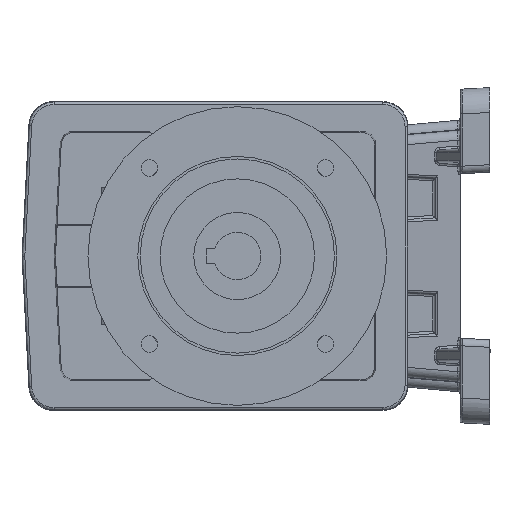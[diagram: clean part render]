
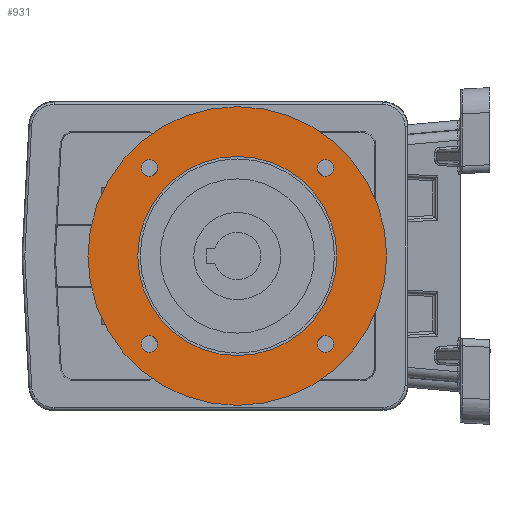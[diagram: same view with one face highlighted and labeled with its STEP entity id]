
A CAD part, left-side view. The second image highlights one B-rep face of the part: STEP entity #931.
In plain terms, the highlighted planar face has unit normal (-1, 0, 0).
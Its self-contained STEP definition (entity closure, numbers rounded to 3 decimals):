
#931 = ADVANCED_FACE( '', ( #2413, #2414, #2415, #2416, #2417, #2418 ), #2419, .F. );
#2413 = FACE_BOUND( '', #5945, .T. );
#2414 = FACE_BOUND( '', #5946, .T. );
#2415 = FACE_BOUND( '', #5947, .T. );
#2416 = FACE_BOUND( '', #5948, .T. );
#2417 = FACE_OUTER_BOUND( '', #5949, .T. );
#2418 = FACE_BOUND( '', #5950, .T. );
#2419 = PLANE( '', #5951 );
#5945 = EDGE_LOOP( '', ( #11931 ) );
#5946 = EDGE_LOOP( '', ( #11932 ) );
#5947 = EDGE_LOOP( '', ( #11933 ) );
#5948 = EDGE_LOOP( '', ( #11934 ) );
#5949 = EDGE_LOOP( '', ( #11935 ) );
#5950 = EDGE_LOOP( '', ( #11936 ) );
#5951 = AXIS2_PLACEMENT_3D( '', #11937, #11938, #11939 );
#11931 = ORIENTED_EDGE( '', *, *, #17687, .T. );
#11932 = ORIENTED_EDGE( '', *, *, #17770, .T. );
#11933 = ORIENTED_EDGE( '', *, *, #17771, .T. );
#11934 = ORIENTED_EDGE( '', *, *, #17772, .T. );
#11935 = ORIENTED_EDGE( '', *, *, #17773, .F. );
#11936 = ORIENTED_EDGE( '', *, *, #17774, .T. );
#11937 = CARTESIAN_POINT( '', ( -48.745, 11.5, 72.463 ) );
#11938 = DIRECTION( '', ( 1., 0., 0. ) );
#11939 = DIRECTION( '', ( 0., 1., 0. ) );
#17687 = EDGE_CURVE( '', #20455, #20455, #20456, .T. );
#17770 = EDGE_CURVE( '', #20591, #20591, #20592, .T. );
#17771 = EDGE_CURVE( '', #20593, #20593, #20594, .T. );
#17772 = EDGE_CURVE( '', #20595, #20595, #20596, .T. );
#17773 = EDGE_CURVE( '', #20597, #20597, #20598, .T. );
#17774 = EDGE_CURVE( '', #20599, #20599, #20600, .T. );
#20455 = VERTEX_POINT( '', #24976 );
#20456 = CIRCLE( '', #24977, 3.3 );
#20591 = VERTEX_POINT( '', #25176 );
#20592 = CIRCLE( '', #25177, 3.3 );
#20593 = VERTEX_POINT( '', #25178 );
#20594 = CIRCLE( '', #25179, 3.3 );
#20595 = VERTEX_POINT( '', #25180 );
#20596 = CIRCLE( '', #25181, 40. );
#20597 = VERTEX_POINT( '', #25182 );
#20598 = CIRCLE( '', #25183, 60. );
#20599 = VERTEX_POINT( '', #25184 );
#20600 = CIRCLE( '', #25185, 3.3 );
#24976 = CARTESIAN_POINT( '', ( -48.745, -27.155, 107.818 ) );
#24977 = AXIS2_PLACEMENT_3D( '', #29944, #29945, #29946 );
#25176 = CARTESIAN_POINT( '', ( -48.745, -23.855, 33.808 ) );
#25177 = AXIS2_PLACEMENT_3D( '', #30064, #30065, #30066 );
#25178 = CARTESIAN_POINT( '', ( -48.745, 50.155, 37.108 ) );
#25179 = AXIS2_PLACEMENT_3D( '', #30067, #30068, #30069 );
#25180 = CARTESIAN_POINT( '', ( -48.745, 11.5, 112.463 ) );
#25181 = AXIS2_PLACEMENT_3D( '', #30070, #30071, #30072 );
#25182 = CARTESIAN_POINT( '', ( -48.745, 11.5, 132.463 ) );
#25183 = AXIS2_PLACEMENT_3D( '', #30073, #30074, #30075 );
#25184 = CARTESIAN_POINT( '', ( -48.745, 46.855, 111.118 ) );
#25185 = AXIS2_PLACEMENT_3D( '', #30076, #30077, #30078 );
#29944 = CARTESIAN_POINT( '', ( -48.745, -23.855, 107.818 ) );
#29945 = DIRECTION( '', ( 1., 0., 0. ) );
#29946 = DIRECTION( '', ( 0., -1., 0. ) );
#30064 = CARTESIAN_POINT( '', ( -48.745, -23.855, 37.108 ) );
#30065 = DIRECTION( '', ( 1., 0., 0. ) );
#30066 = DIRECTION( '', ( 0., 0., -1. ) );
#30067 = CARTESIAN_POINT( '', ( -48.745, 46.855, 37.108 ) );
#30068 = DIRECTION( '', ( 1., 0., 0. ) );
#30069 = DIRECTION( '', ( 0., 1., 0. ) );
#30070 = CARTESIAN_POINT( '', ( -48.745, 11.5, 72.463 ) );
#30071 = DIRECTION( '', ( 1., 0., 0. ) );
#30072 = DIRECTION( '', ( 0., 0., 1. ) );
#30073 = CARTESIAN_POINT( '', ( -48.745, 11.5, 72.463 ) );
#30074 = DIRECTION( '', ( 1., 0., 0. ) );
#30075 = DIRECTION( '', ( 0., 0., 1. ) );
#30076 = CARTESIAN_POINT( '', ( -48.745, 46.855, 107.818 ) );
#30077 = DIRECTION( '', ( 1., 0., 0. ) );
#30078 = DIRECTION( '', ( 0., 0., 1. ) );
